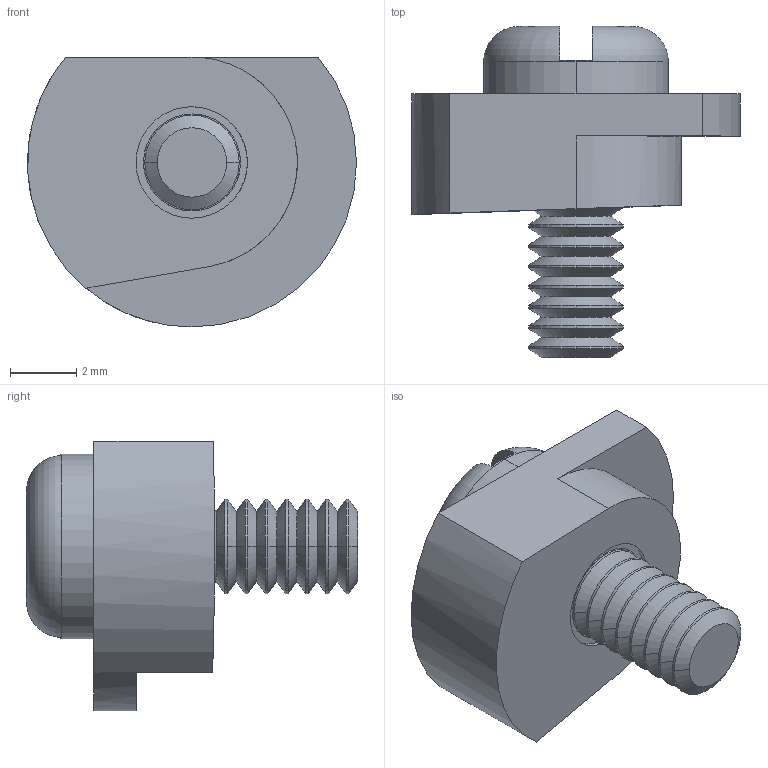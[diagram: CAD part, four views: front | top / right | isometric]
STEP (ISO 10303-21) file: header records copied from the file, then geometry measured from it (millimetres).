
FILE_DESCRIPTION (( 'STEP AP203' ), '1' );
FILE_NAME ('09913-001.STEP', '2019-04-17T19:47:03', ( '' ), ( '' ), 'SwSTEP 2.0', 'SolidWorks 2017', '' );
FILE_SCHEMA (( 'CONFIG_CONTROL_DESIGN' ));
Length unit declared in the file: inch
Products named in the file (3): pan slot head_ai_SL-PHMS 0.112-40x0.3125x0.3125-N; synclamp base; 09913-001
Assembly tree (2 placements, depth 2):
  09913-001
    synclamp base
    pan slot head_ai_SL-PHMS 0.112-40x0.3125x0.3125-N
Bounding box: 9.91 x 9.97 x 8.13 mm (x, y, z)
Volume: 245.6 mm3; surface area: 430.4 mm2
Topology: 2 solids, 2 shells, 103 faces, 262 edges, 166 vertices
Faces by surface type: cone 50, cylinder 37, plane 14, torus 2
Entity records: 3506 total; most frequent: DIRECTION 625, CARTESIAN_POINT 584, ORIENTED_EDGE 524, AXIS2_PLACEMENT_3D 263, EDGE_CURVE 262, VERTEX_POINT 166, CIRCLE 155, EDGE_LOOP 108
